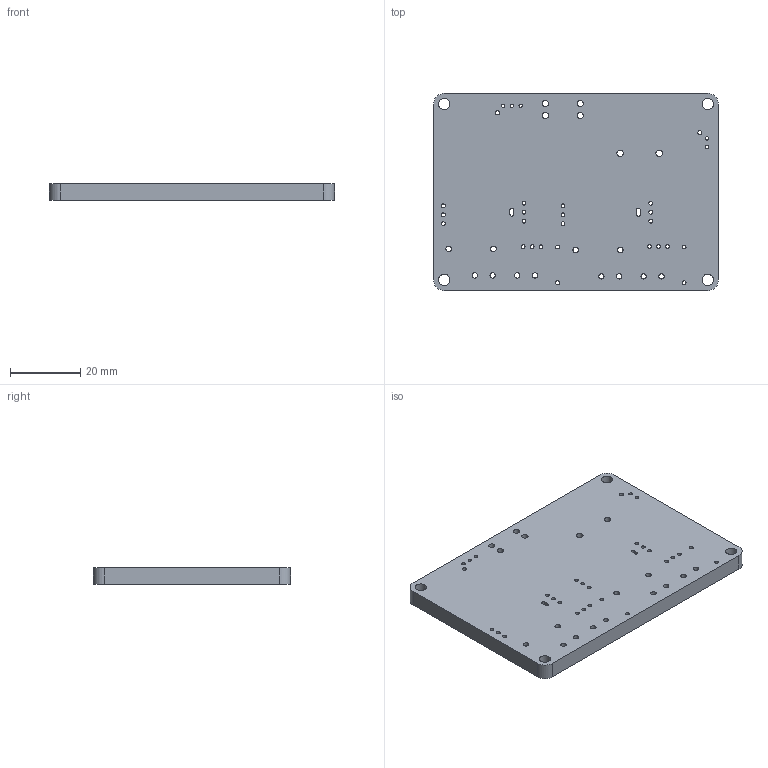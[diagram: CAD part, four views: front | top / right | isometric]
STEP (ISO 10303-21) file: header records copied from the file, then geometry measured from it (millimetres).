
FILE_DESCRIPTION(('KiCad electronic assembly'),'2;1');
FILE_NAME('iGEM.step','2022-07-08T18:31:50',('Pcbnew'),('Kicad'), 'Open CASCADE STEP processor 7.6','KiCad to STEP converter','Unknown' );
FILE_SCHEMA(('AUTOMOTIVE_DESIGN { 1 0 10303 214 1 1 1 1 }'));
Length unit declared in the file: millimetre
Products named in the file (2): iGEM 1; iGEM PCB
Assembly tree (1 placements, depth 2):
  iGEM 1
    iGEM PCB
Bounding box: 81.1 x 56.1 x 4.69 mm (x, y, z)
Volume: 20824.9 mm3; surface area: 11282.5 mm2
Topology: 1 solids, 1 shells, 69 faces, 201 edges, 134 vertices
Faces by surface type: cylinder 59, plane 10
Full cylindrical faces by diameter (mm): 0.95 x3, 1 x2, 1.1 x22, 1.2 x2, 1.52 x8, 1.6 x4, 1.78 x4, 1.854 x2, 3.2 x4
Entity records: 5579 total; most frequent: CARTESIAN_POINT 1516, DIRECTION 745, ORIENTED_EDGE 402, PCURVE 402, DEFINITIONAL_REPRESENTATION 402, LINE 367, VECTOR 367, EDGE_CURVE 201
